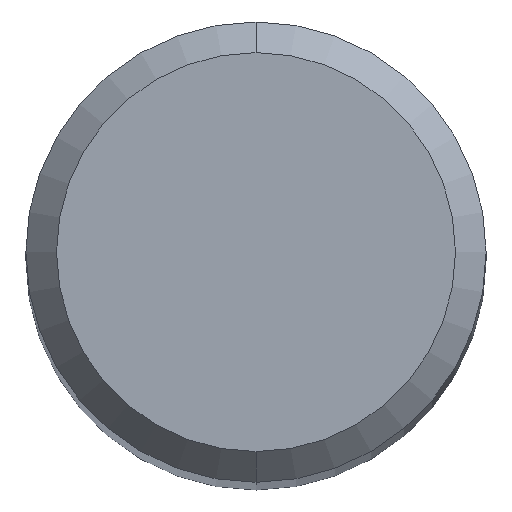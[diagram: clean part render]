
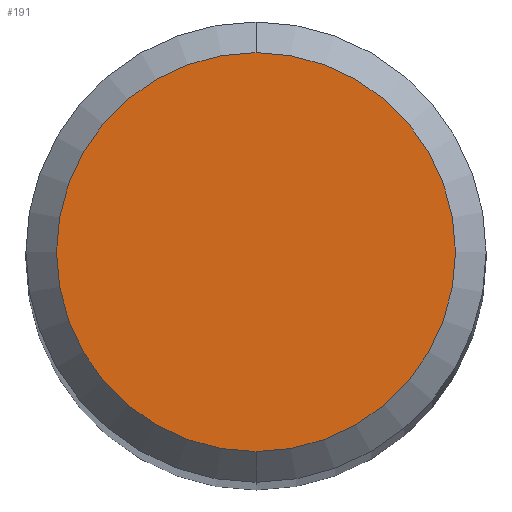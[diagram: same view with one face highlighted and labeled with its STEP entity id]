
A CAD part, top view. The second image highlights one B-rep face of the part: STEP entity #191.
In plain terms, the highlighted planar face has unit normal (0, 0, 1).
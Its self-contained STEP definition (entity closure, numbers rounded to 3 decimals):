
#191=ADVANCED_FACE('',(#511),#512,.T.);
#235=EDGE_CURVE('',#467,#283,#559,.T.);
#283=VERTEX_POINT('',#616);
#361=EDGE_CURVE('',#283,#467,#701,.T.);
#467=VERTEX_POINT('',#816);
#511=FACE_OUTER_BOUND('',#859,.T.);
#512=PLANE('',#860);
#559=CIRCLE('',#919,2.6);
#616=CARTESIAN_POINT('',(0.,-2.6,0.0));
#701=CIRCLE('',#1206,2.6);
#816=CARTESIAN_POINT('',(0.0,2.6,0.0));
#859=EDGE_LOOP('',(#1512,#1513));
#860=AXIS2_PLACEMENT_3D('',#1514,#1515,#1516);
#919=AXIS2_PLACEMENT_3D('',#1560,#1561,#1562);
#1206=AXIS2_PLACEMENT_3D('',#1723,#1724,#1725);
#1512=ORIENTED_EDGE('',*,*,#235,.F.);
#1513=ORIENTED_EDGE('',*,*,#361,.F.);
#1514=CARTESIAN_POINT('',(0.0,1.3,0.0));
#1515=DIRECTION('',(-0.0,0.0,1.0));
#1516=DIRECTION('',(0.0,-1.0,0.0));
#1560=CARTESIAN_POINT('',(0.0,0.0,0.0));
#1561=DIRECTION('',(0.0,0.0,-1.0));
#1562=DIRECTION('',(0.0,1.0,0.0));
#1723=CARTESIAN_POINT('',(0.0,0.0,0.0));
#1724=DIRECTION('',(0.0,0.0,-1.0));
#1725=DIRECTION('',(0.0,1.0,0.0));
